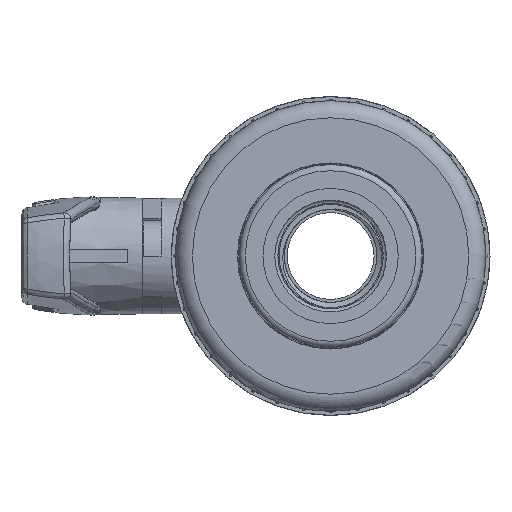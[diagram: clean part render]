
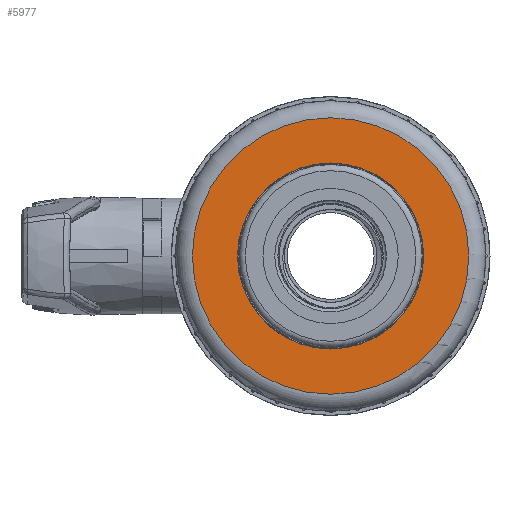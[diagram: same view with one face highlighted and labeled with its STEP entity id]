
A CAD part, left-side view. The second image highlights one B-rep face of the part: STEP entity #5977.
In plain terms, the highlighted planar face has unit normal (-1, 0, 0).
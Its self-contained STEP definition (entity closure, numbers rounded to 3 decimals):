
#5212=PLANE('',#20588);
#5977=ADVANCED_FACE('',(#7145,#7146),#5212,.F.);
#7145=FACE_BOUND('',#7853,.T.);
#7146=FACE_BOUND('',#7854,.T.);
#7853=EDGE_LOOP('',(#10743));
#7854=EDGE_LOOP('',(#10744));
#10743=ORIENTED_EDGE('',*,*,#17236,.T.);
#10744=ORIENTED_EDGE('',*,*,#17237,.T.);
#15045=VERTEX_POINT('',#37614);
#15046=VERTEX_POINT('',#37616);
#17236=EDGE_CURVE('',#15045,#15045,#19362,.T.);
#17237=EDGE_CURVE('',#15046,#15046,#19363,.T.);
#19362=CIRCLE('',#20586,22.277);
#19363=CIRCLE('',#20587,15.);
#20586=AXIS2_PLACEMENT_3D('',#37613,#23747,#23748);
#20587=AXIS2_PLACEMENT_3D('',#37615,#23749,#23750);
#20588=AXIS2_PLACEMENT_3D('',#37617,#23751,#23752);
#23747=DIRECTION('',(-1.,0.,0.));
#23748=DIRECTION('',(0.,1.,0.));
#23749=DIRECTION('',(1.,0.,0.));
#23750=DIRECTION('',(0.,1.,0.));
#23751=DIRECTION('',(1.,0.,0.));
#23752=DIRECTION('',(0.,1.,0.));
#37613=CARTESIAN_POINT('',(-1157.84,-1.25,0.));
#37614=CARTESIAN_POINT('',(-1157.84,21.027,0.));
#37615=CARTESIAN_POINT('',(-1157.84,-1.25,0.));
#37616=CARTESIAN_POINT('',(-1157.84,13.75,0.));
#37617=CARTESIAN_POINT('',(-1157.84,23.76,0.));
